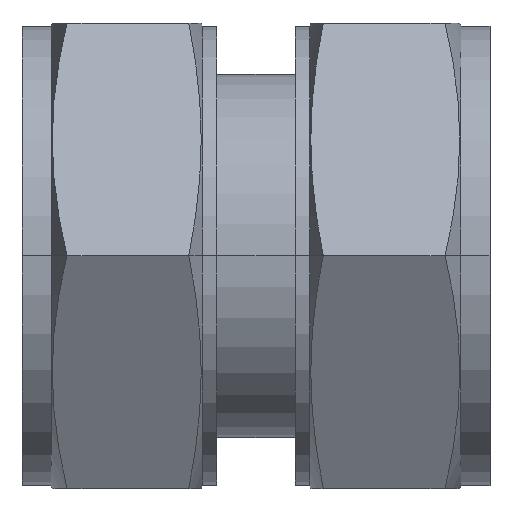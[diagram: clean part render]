
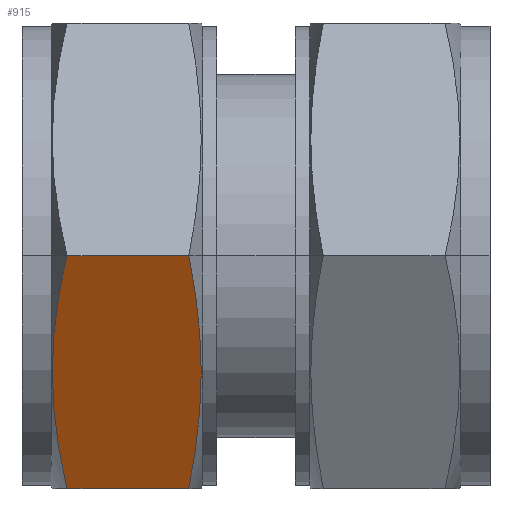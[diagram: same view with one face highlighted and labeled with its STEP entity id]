
A CAD part, top view. The second image highlights one B-rep face of the part: STEP entity #915.
In plain terms, the highlighted planar face has unit normal (0, -0.5, 0.866).
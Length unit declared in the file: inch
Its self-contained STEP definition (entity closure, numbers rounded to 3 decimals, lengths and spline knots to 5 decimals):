
#233 = ORIENTED_EDGE ( 'NONE', *, *, #3079, .F. ) ;
#315 = CARTESIAN_POINT ( 'NONE',  ( 0.12159, 0., 0.72737 ) ) ;
#319 = CARTESIAN_POINT ( 'NONE',  ( 0.4824, -0.41995, 0.48491 ) ) ;
#399 = CARTESIAN_POINT ( 'NONE',  ( 0.12159, -0.62992, 0.36368 ) ) ;
#462 = CARTESIAN_POINT ( 'NONE',  ( 0.45187, -0.62992, 0.36368 ) ) ;
#671 = CARTESIAN_POINT ( 'NONE',  ( 0.10986, -0.05239, 0.69712 ) ) ;
#676 = CARTESIAN_POINT ( 'NONE',  ( 0.47081, -0.52493, 0.4243 ) ) ;
#763 = ORIENTED_EDGE ( 'NONE', *, *, #3993, .F. ) ;
#915 = ADVANCED_FACE ( 'NONE', ( #3569 ), #3908, .T. ) ;
#1036 = CARTESIAN_POINT ( 'NONE',  ( 0.46232, -0.57743, 0.39399 ) ) ;
#1067 = CARTESIAN_POINT ( 'NONE',  ( 0.10002, -0.10508, 0.6667 ) ) ;
#1247 = CARTESIAN_POINT ( 'NONE',  ( -0.23228, 0., 0.72737 ) ) ;
#1392 = EDGE_LOOP ( 'NONE', ( #3089, #233, #2162, #763 ) ) ;
#1693 = CARTESIAN_POINT ( 'NONE',  ( 0.47081, -0.10499, 0.66675 ) ) ;
#1738 = CARTESIAN_POINT ( 'NONE',  ( 0.08565, -0.42081, 0.48441 ) ) ;
#1764 = CARTESIAN_POINT ( 'NONE',  ( 0.09935, -0.52549, 0.42398 ) ) ;
#1817 = CARTESIAN_POINT ( 'NONE',  ( 0.0819, -0.26329, 0.57536 ) ) ;
#1872 = DIRECTION ( 'NONE',  ( 0., -0.866, -0.5 ) ) ;
#2030 = CARTESIAN_POINT ( 'NONE',  ( 0.4824, -0.20997, 0.60614 ) ) ;
#2052 = VERTEX_POINT ( 'NONE', #3675 ) ;
#2103 = CARTESIAN_POINT ( 'NONE',  ( 0.12159, 0., 0.72737 ) ) ;
#2162 = ORIENTED_EDGE ( 'NONE', *, *, #3941, .T. ) ;
#2335 = DIRECTION ( 'NONE',  ( 1., 0., 0. ) ) ;
#2348 = CARTESIAN_POINT ( 'NONE',  ( 0.48855, -0.31496, 0.54553 ) ) ;
#2558 = VERTEX_POINT ( 'NONE', #3640 ) ;
#2607 = DIRECTION ( 'NONE',  ( 1., 0., 0. ) ) ;
#2651 = CARTESIAN_POINT ( 'NONE',  ( 0.46232, -0.05249, 0.69706 ) ) ;
#2725 = CARTESIAN_POINT ( 'NONE',  ( 0.10933, -0.57774, 0.39381 ) ) ;
#2850 = VERTEX_POINT ( 'NONE', #2103 ) ;
#2891 = CARTESIAN_POINT ( 'NONE',  ( 0.11545, -0.02615, 0.71227 ) ) ;
#2945 = VECTOR ( 'NONE', #2607, 39.37008 ) ;
#2949 = LINE ( 'NONE', #3928, #2945 ) ;
#2976 = CARTESIAN_POINT ( 'NONE',  ( 0.45187, 0., 0.72737 ) ) ;
#2988 = LINE ( 'NONE', #3966, #3013 ) ;
#3013 = VECTOR ( 'NONE', #2335, 39.37008 ) ;
#3079 = EDGE_CURVE ( 'NONE', #2052, #2850, #4059, .T. ) ;
#3089 = ORIENTED_EDGE ( 'NONE', *, *, #3973, .F. ) ;
#3332 = CARTESIAN_POINT ( 'NONE',  ( 0.45187, -0.62992, 0.36368 ) ) ;
#3351 = VERTEX_POINT ( 'NONE', #462 ) ;
#3370 = CARTESIAN_POINT ( 'NONE',  ( 0.09578, -0.13152, 0.65144 ) ) ;
#3569 = FACE_OUTER_BOUND ( 'NONE', #1392, .T. ) ;
#3640 = CARTESIAN_POINT ( 'NONE',  ( 0.45187, 0., 0.72737 ) ) ;
#3667 = CARTESIAN_POINT ( 'NONE',  ( 0.0855, -0.21064, 0.60576 ) ) ;
#3675 = CARTESIAN_POINT ( 'NONE',  ( 0.12159, -0.62992, 0.36368 ) ) ;
#3888 = DIRECTION ( 'NONE',  ( 0., -0.5, 0.866 ) ) ;
#3908 = PLANE ( 'NONE',  #4170 ) ;
#3928 = CARTESIAN_POINT ( 'NONE',  ( -0.23228, -0.62992, 0.36368 ) ) ;
#3941 = EDGE_CURVE ( 'NONE', #2052, #3351, #2949, .T. ) ;
#3966 = CARTESIAN_POINT ( 'NONE',  ( -0.23228, 0., 0.72737 ) ) ;
#3973 = EDGE_CURVE ( 'NONE', #2850, #2558, #2988, .T. ) ;
#3993 = EDGE_CURVE ( 'NONE', #2558, #3351, #4138, .T. ) ;
#4059 = B_SPLINE_CURVE_WITH_KNOTS ( 'NONE', 3,
 ( #399, #2725, #1764, #1738, #4252, #1817, #3667, #3370, #1067, #671, #2891, #315 ),
 .UNSPECIFIED., .F., .F.,
 ( 4, 2, 2, 2, 2, 4 ),
 ( 0., 0.00462, 0.00924, 0.01386, 0.01617, 0.01848 ),
 .UNSPECIFIED. ) ;
#4138 = B_SPLINE_CURVE_WITH_KNOTS ( 'NONE', 3,
 ( #2976, #2651, #1693, #2030, #2348, #319, #676, #1036, #3332 ),
 .UNSPECIFIED., .F., .F.,
 ( 4, 2, 1, 2, 4 ),
 ( 0., 0.00462, 0.00924, 0.01386, 0.01848 ),
 .UNSPECIFIED. ) ;
#4170 = AXIS2_PLACEMENT_3D ( 'NONE', #1247, #3888, #1872 ) ;
#4252 = CARTESIAN_POINT ( 'NONE',  ( 0.08198, -0.36838, 0.51469 ) ) ;
